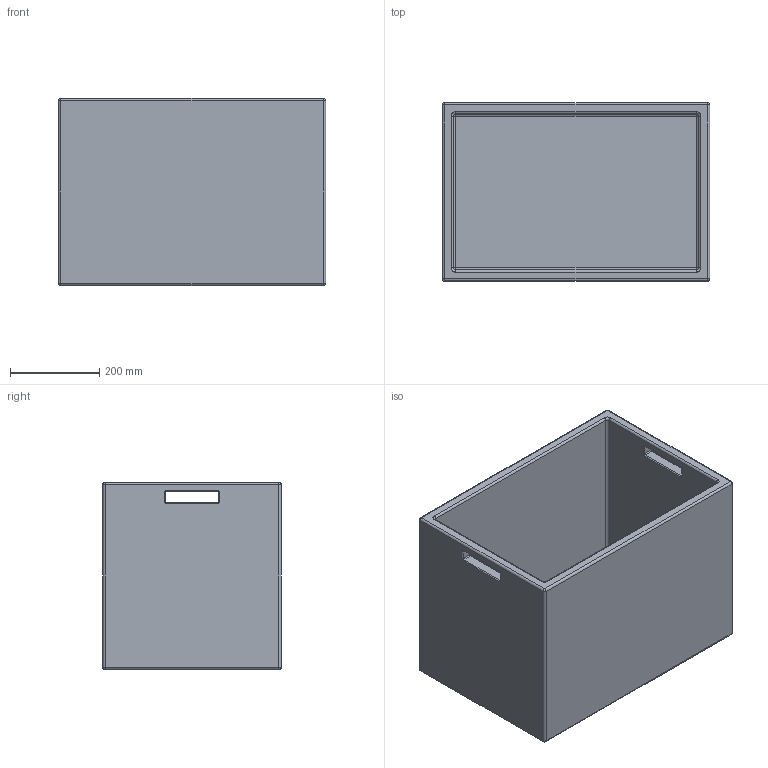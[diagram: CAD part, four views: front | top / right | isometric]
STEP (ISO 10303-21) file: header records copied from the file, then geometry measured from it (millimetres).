
FILE_DESCRIPTION(/* description */ ('600 x 400 / 420'),/* implementation_level */ '2;1');
FILE_NAME(/* name */ '321576-0.step',/* time_stamp */ '2021-09-06T14:46:28+02:00',/* author */ ('MuellerJ'),/* organization */ (''),/* preprocessor_version */ 'ST-DEVELOPER v18.1',/* originating_system */ 'Autodesk Inventor 2021',/* authorisation */ '');
FILE_SCHEMA (('AUTOMOTIVE_DESIGN { 1 0 10303 214 3 1 1 }'));
Length unit declared in the file: millimetre
Products named in the file (1): leer
Bounding box: 600 x 400 x 420 mm (x, y, z)
Volume: 20740202.7 mm3; surface area: 2044896.3 mm2
Topology: 1 solids, 1 shells, 99 faces, 212 edges, 116 vertices
Faces by surface type: cylinder 48, torus 20, plane 19, sphere 12
Entity records: 2683 total; most frequent: DIRECTION 528, CARTESIAN_POINT 428, ORIENTED_EDGE 424, AXIS2_PLACEMENT_3D 216, EDGE_CURVE 212, CIRCLE 116, VERTEX_POINT 116, EDGE_LOOP 104
